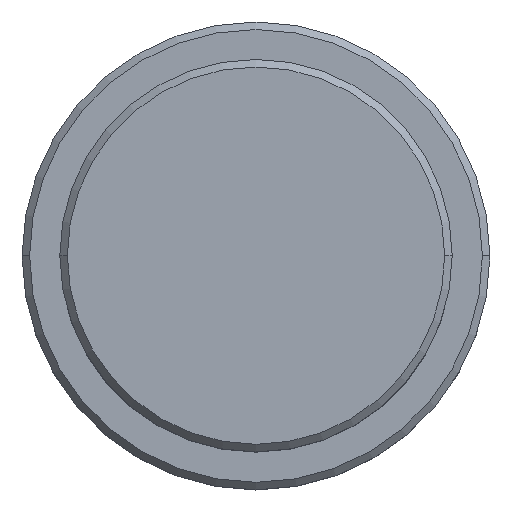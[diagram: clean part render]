
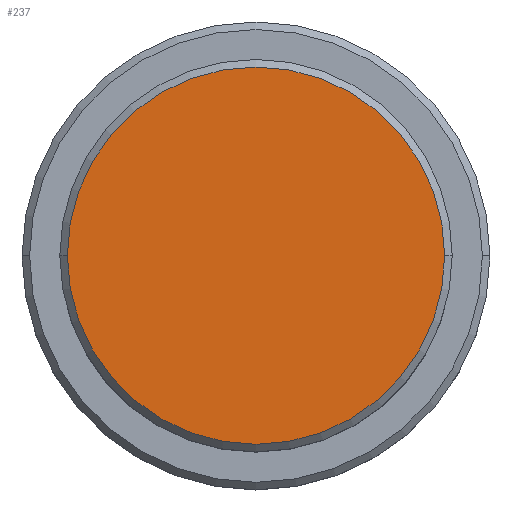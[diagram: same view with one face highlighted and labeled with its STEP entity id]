
A CAD part, top view. The second image highlights one B-rep face of the part: STEP entity #237.
In plain terms, the highlighted planar face has unit normal (0, 0, 1).
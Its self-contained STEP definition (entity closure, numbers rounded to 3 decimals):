
#61 = CIRCLE ( 'NONE', #859, 12.5 ) ;
#118 = DIRECTION ( 'NONE',  ( 0., 0., 1. ) ) ;
#237 = ADVANCED_FACE ( 'NONE', ( #770 ), #437, .T. ) ;
#324 = DIRECTION ( 'NONE',  ( 0., 0., 1. ) ) ;
#399 = CARTESIAN_POINT ( 'NONE',  ( 0., 0., 0. ) ) ;
#430 = CIRCLE ( 'NONE', #1385, 12.5 ) ;
#437 = PLANE ( 'NONE',  #949 ) ;
#543 = CARTESIAN_POINT ( 'NONE',  ( 0., 0., 0. ) ) ;
#545 = EDGE_CURVE ( 'NONE', #916, #764, #61, .T. ) ;
#592 = ORIENTED_EDGE ( 'NONE', *, *, #545, .T. ) ;
#601 = EDGE_CURVE ( 'NONE', #764, #916, #430, .T. ) ;
#697 = CARTESIAN_POINT ( 'NONE',  ( 12.5, 0., 0. ) ) ;
#764 = VERTEX_POINT ( 'NONE', #697 ) ;
#770 = FACE_OUTER_BOUND ( 'NONE', #772, .T. ) ;
#772 = EDGE_LOOP ( 'NONE', ( #592, #878 ) ) ;
#852 = DIRECTION ( 'NONE',  ( 1., 0., 0. ) ) ;
#859 = AXIS2_PLACEMENT_3D ( 'NONE', #399, #1283, #852 ) ;
#868 = DIRECTION ( 'NONE',  ( 1., 0., 0. ) ) ;
#878 = ORIENTED_EDGE ( 'NONE', *, *, #601, .T. ) ;
#916 = VERTEX_POINT ( 'NONE', #1265 ) ;
#949 = AXIS2_PLACEMENT_3D ( 'NONE', #1111, #324, #1215 ) ;
#1111 = CARTESIAN_POINT ( 'NONE',  ( 0., 0., 0. ) ) ;
#1215 = DIRECTION ( 'NONE',  ( 1., 0., 0. ) ) ;
#1265 = CARTESIAN_POINT ( 'NONE',  ( -12.5, 0., 0. ) ) ;
#1283 = DIRECTION ( 'NONE',  ( 0., 0., 1. ) ) ;
#1385 = AXIS2_PLACEMENT_3D ( 'NONE', #543, #118, #868 ) ;
